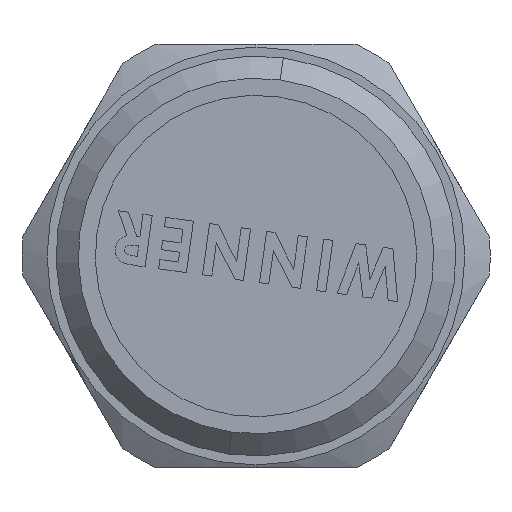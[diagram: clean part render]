
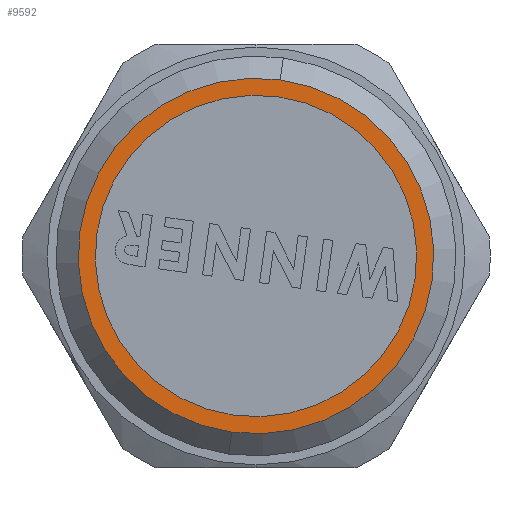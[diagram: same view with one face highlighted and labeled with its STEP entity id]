
A CAD part, left-side view. The second image highlights one B-rep face of the part: STEP entity #9592.
In plain terms, the highlighted planar face has unit normal (-1, 0, 0).
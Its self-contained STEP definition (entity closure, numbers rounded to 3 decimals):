
#1159 = AXIS2_PLACEMENT_3D ( 'NONE', #3240, #7690, #9534 ) ;
#1221 = ORIENTED_EDGE ( 'NONE', *, *, #9635, .F. ) ;
#1666 = EDGE_CURVE ( 'NONE', #7258, #8029, #5204, .T. ) ;
#1700 = ORIENTED_EDGE ( 'NONE', *, *, #5907, .F. ) ;
#1739 = CARTESIAN_POINT ( 'NONE',  ( -129.58, 0., 0. ) ) ;
#1846 = DIRECTION ( 'NONE',  ( 1., 0., 0. ) ) ;
#2286 = DIRECTION ( 'NONE',  ( 0., -0.991, -0.136 ) ) ;
#2365 = DIRECTION ( 'NONE',  ( -1., 0., 0. ) ) ;
#2667 = CARTESIAN_POINT ( 'NONE',  ( -129.58, -1.638, 11.888 ) ) ;
#3240 = CARTESIAN_POINT ( 'NONE',  ( -129.58, 0., 0. ) ) ;
#3259 = DIRECTION ( 'NONE',  ( 1., 0., 0. ) ) ;
#3306 = CARTESIAN_POINT ( 'NONE',  ( -129.58, 0., 0. ) ) ;
#4506 = DIRECTION ( 'NONE',  ( -1., 0., 0. ) ) ;
#4764 = CARTESIAN_POINT ( 'NONE',  ( -129.58, 1.638, -11.888 ) ) ;
#5204 = CIRCLE ( 'NONE', #10896, 10.85 ) ;
#5293 = DIRECTION ( 'NONE',  ( 0., -0.136, 0.991 ) ) ;
#5791 = FACE_OUTER_BOUND ( 'NONE', #10700, .T. ) ;
#5907 = EDGE_CURVE ( 'NONE', #8029, #7258, #9037, .T. ) ;
#6119 = CIRCLE ( 'NONE', #11605, 12. ) ;
#6181 = VERTEX_POINT ( 'NONE', #4764 ) ;
#6196 = CARTESIAN_POINT ( 'NONE',  ( -129.58, 0., 0. ) ) ;
#7258 = VERTEX_POINT ( 'NONE', #9704 ) ;
#7319 = ORIENTED_EDGE ( 'NONE', *, *, #10857, .F. ) ;
#7483 = FACE_BOUND ( 'NONE', #7977, .T. ) ;
#7690 = DIRECTION ( 'NONE',  ( -1., 0., 0. ) ) ;
#7712 = DIRECTION ( 'NONE',  ( 0., 0.136, -0.991 ) ) ;
#7931 = CARTESIAN_POINT ( 'NONE',  ( -129.58, 10.748, 1.481 ) ) ;
#7977 = EDGE_LOOP ( 'NONE', ( #9649, #1700 ) ) ;
#7998 = AXIS2_PLACEMENT_3D ( 'NONE', #6196, #4506, #5293 ) ;
#8029 = VERTEX_POINT ( 'NONE', #7931 ) ;
#8127 = DIRECTION ( 'NONE',  ( 0., 0.136, -0.991 ) ) ;
#8605 = AXIS2_PLACEMENT_3D ( 'NONE', #1739, #1846, #8127 ) ;
#9022 = CIRCLE ( 'NONE', #8605, 12. ) ;
#9037 = CIRCLE ( 'NONE', #1159, 10.85 ) ;
#9534 = DIRECTION ( 'NONE',  ( 0., -0.991, -0.136 ) ) ;
#9592 = ADVANCED_FACE ( 'NONE', ( #5791, #7483 ), #11476, .T. ) ;
#9635 = EDGE_CURVE ( 'NONE', #6181, #9691, #9022, .T. ) ;
#9649 = ORIENTED_EDGE ( 'NONE', *, *, #1666, .F. ) ;
#9691 = VERTEX_POINT ( 'NONE', #2667 ) ;
#9704 = CARTESIAN_POINT ( 'NONE',  ( -129.58, -10.748, -1.481 ) ) ;
#10379 = CARTESIAN_POINT ( 'NONE',  ( -129.58, 0., 0. ) ) ;
#10700 = EDGE_LOOP ( 'NONE', ( #1221, #7319 ) ) ;
#10857 = EDGE_CURVE ( 'NONE', #9691, #6181, #6119, .T. ) ;
#10896 = AXIS2_PLACEMENT_3D ( 'NONE', #10379, #2365, #2286 ) ;
#11476 = PLANE ( 'NONE',  #7998 ) ;
#11605 = AXIS2_PLACEMENT_3D ( 'NONE', #3306, #3259, #7712 ) ;
